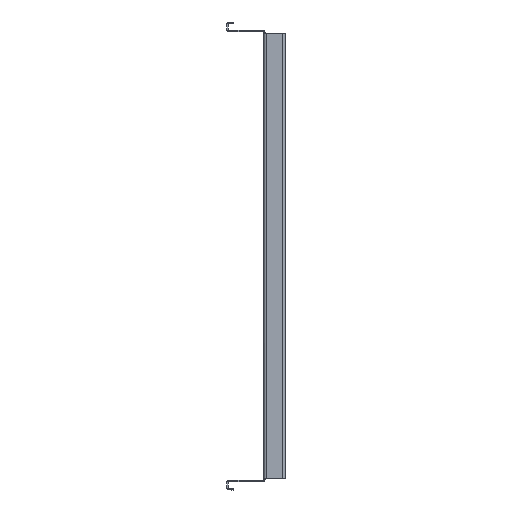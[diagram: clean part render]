
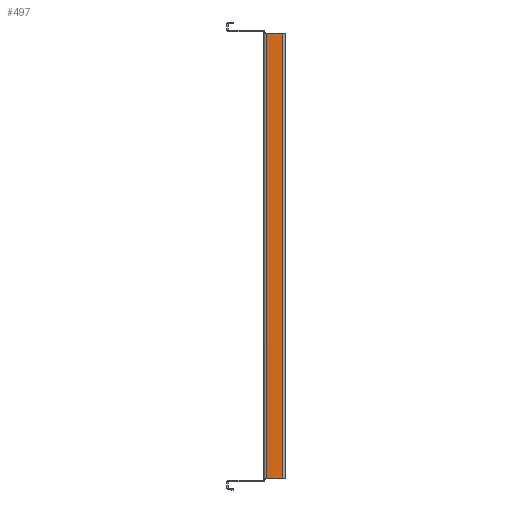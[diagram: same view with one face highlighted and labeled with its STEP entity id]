
A CAD part, left-side view. The second image highlights one B-rep face of the part: STEP entity #497.
In plain terms, the highlighted planar face has unit normal (-1, 0, 0).
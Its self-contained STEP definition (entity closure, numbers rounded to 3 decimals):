
#220 = LINE ( 'NONE', #7611, #16431 ) ;
#497 = ADVANCED_FACE ( 'NONE', ( #21577 ), #1561, .T. ) ;
#790 = CARTESIAN_POINT ( 'NONE',  ( -380., -29., -343. ) ) ;
#1475 = LINE ( 'NONE', #8880, #18210 ) ;
#1561 = PLANE ( 'NONE',  #2779 ) ;
#1563 = DIRECTION ( 'NONE',  ( 0., -1., 0. ) ) ;
#1714 = LINE ( 'NONE', #10952, #5448 ) ;
#2064 = DIRECTION ( 'NONE',  ( 0., 0., -1. ) ) ;
#2779 = AXIS2_PLACEMENT_3D ( 'NONE', #5212, #10553, #23619 ) ;
#4883 = DIRECTION ( 'NONE',  ( 0., 0., 1. ) ) ;
#5212 = CARTESIAN_POINT ( 'NONE',  ( -380., 0., 0. ) ) ;
#5448 = VECTOR ( 'NONE', #2064, 1000. ) ;
#5621 = EDGE_LOOP ( 'NONE', ( #12163, #17777, #13905, #14473 ) ) ;
#7169 = VERTEX_POINT ( 'NONE', #23831 ) ;
#7611 = CARTESIAN_POINT ( 'NONE',  ( -380., 0., 343. ) ) ;
#8880 = CARTESIAN_POINT ( 'NONE',  ( -380., -29., -343. ) ) ;
#9823 = EDGE_CURVE ( 'NONE', #23821, #10403, #19881, .T. ) ;
#10403 = VERTEX_POINT ( 'NONE', #790 ) ;
#10553 = DIRECTION ( 'NONE',  ( -1., 0., 0. ) ) ;
#10952 = CARTESIAN_POINT ( 'NONE',  ( -380., -4., 0. ) ) ;
#11026 = EDGE_CURVE ( 'NONE', #10403, #7169, #1475, .T. ) ;
#11172 = CARTESIAN_POINT ( 'NONE',  ( -380., -4., 343. ) ) ;
#12163 = ORIENTED_EDGE ( 'NONE', *, *, #9823, .T. ) ;
#12328 = EDGE_CURVE ( 'NONE', #14106, #23821, #1714, .T. ) ;
#13905 = ORIENTED_EDGE ( 'NONE', *, *, #19827, .T. ) ;
#14106 = VERTEX_POINT ( 'NONE', #11172 ) ;
#14473 = ORIENTED_EDGE ( 'NONE', *, *, #12328, .T. ) ;
#15035 = DIRECTION ( 'NONE',  ( 0., 1., 0. ) ) ;
#16431 = VECTOR ( 'NONE', #15035, 1000. ) ;
#17777 = ORIENTED_EDGE ( 'NONE', *, *, #11026, .T. ) ;
#18210 = VECTOR ( 'NONE', #4883, 1000. ) ;
#19687 = VECTOR ( 'NONE', #1563, 1000. ) ;
#19827 = EDGE_CURVE ( 'NONE', #7169, #14106, #220, .T. ) ;
#19881 = LINE ( 'NONE', #21687, #19687 ) ;
#20548 = CARTESIAN_POINT ( 'NONE',  ( -380., -4., -343. ) ) ;
#21577 = FACE_OUTER_BOUND ( 'NONE', #5621, .T. ) ;
#21687 = CARTESIAN_POINT ( 'NONE',  ( -380., 0., -343. ) ) ;
#23619 = DIRECTION ( 'NONE',  ( 0., -1., 0. ) ) ;
#23821 = VERTEX_POINT ( 'NONE', #20548 ) ;
#23831 = CARTESIAN_POINT ( 'NONE',  ( -380., -29., 343. ) ) ;
